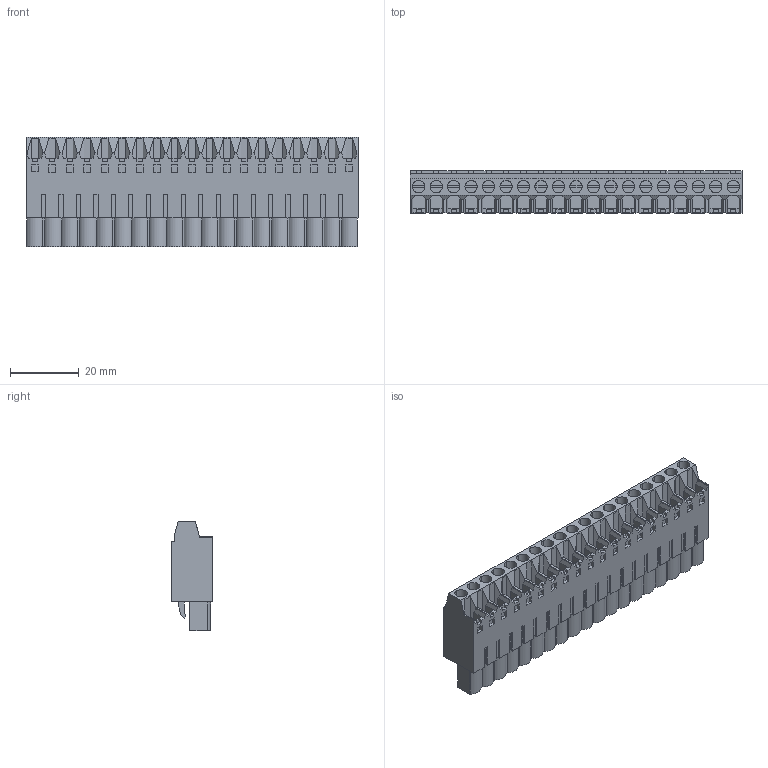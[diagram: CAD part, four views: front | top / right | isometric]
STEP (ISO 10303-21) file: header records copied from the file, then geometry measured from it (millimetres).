
FILE_DESCRIPTION(('CATIA V5 STEP Exchange','CAx-IF Rec.Pracs.--- Model Styling and Organization---1.2---2011-12-15'),'2;1');
FILE_NAME ('D1452502_0_1501260000_1501260000.stp','2017-06-21T12:56:30+00:00',('none'),('Weidmueller'),'CATIA Version 5-6 Release 2014','CATIA V5 STEP AP214','none');
FILE_SCHEMA(('AUTOMOTIVE_DESIGN { 1 0 10303 214 1 1 1 1 }'));
Length unit declared in the file: millimetre
Products named in the file (1): 1501260000
Bounding box: 96.52 x 12.2 x 31.8 mm (x, y, z)
Volume: 24587.4 mm3; surface area: 14790.2 mm2
Topology: 20 solids, 20 shells, 1409 faces, 3951 edges, 2661 vertices
Faces by surface type: plane 1276, cylinder 133
Entity records: 41066 total; most frequent: ORIENTED_EDGE 7902, CARTESIAN_POINT 7355, DIRECTION 5384, EDGE_CURVE 3951, VECTOR 3592, LINE 3592, VERTEX_POINT 2661, EDGE_LOOP 1488
